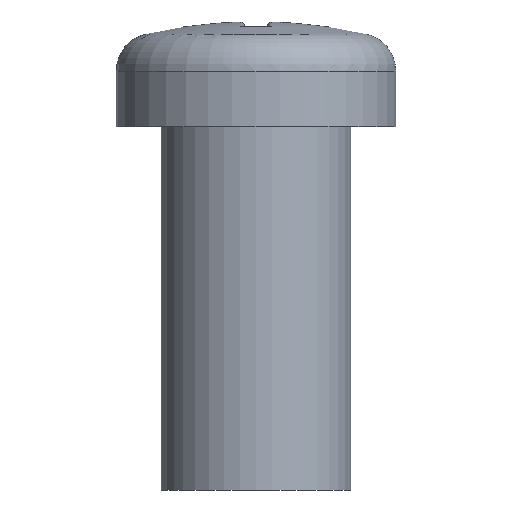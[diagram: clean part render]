
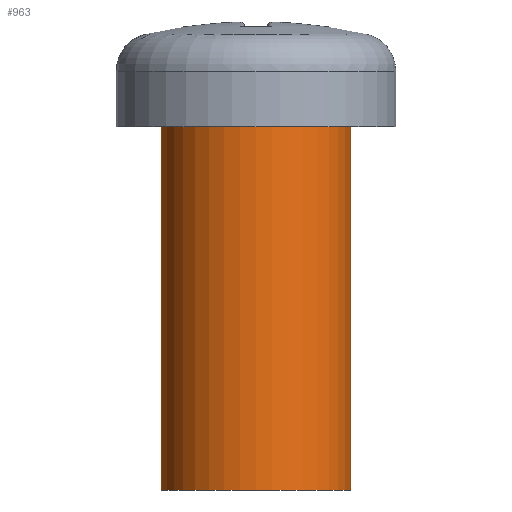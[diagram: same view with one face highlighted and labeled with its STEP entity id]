
A CAD part, front view. The second image highlights one B-rep face of the part: STEP entity #963.
In plain terms, the highlighted cylindrical face has radius 1.254 mm (diameter 2.507 mm), a full revolution.
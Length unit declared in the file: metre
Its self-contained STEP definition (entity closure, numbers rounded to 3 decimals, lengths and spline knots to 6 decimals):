
#144=CYLINDRICAL_SURFACE('',#1058,0.001254);
#226=ORIENTED_EDGE('',*,*,#523,.T.);
#227=ORIENTED_EDGE('',*,*,#522,.F.);
#522=EDGE_CURVE('',#671,#671,#752,.T.);
#523=EDGE_CURVE('',#672,#672,#753,.T.);
#671=VERTEX_POINT('',#1591);
#672=VERTEX_POINT('',#1594);
#752=CIRCLE('',#1057,0.001254);
#753=CIRCLE('',#1059,0.001254);
#808=EDGE_LOOP('',(#226));
#809=EDGE_LOOP('',(#227));
#880=FACE_BOUND('',#808,.T.);
#881=FACE_BOUND('',#809,.T.);
#963=ADVANCED_FACE('',(#880,#881),#144,.T.);
#1057=AXIS2_PLACEMENT_3D('',#1590,#1220,#1221);
#1058=AXIS2_PLACEMENT_3D('',#1592,#1222,#1223);
#1059=AXIS2_PLACEMENT_3D('',#1593,#1224,#1225);
#1220=DIRECTION('',(0.,0.,-1.));
#1221=DIRECTION('',(1.,0.,0.));
#1222=DIRECTION('',(0.,0.,-1.));
#1223=DIRECTION('',(1.,0.,0.));
#1224=DIRECTION('',(0.,0.,-1.));
#1225=DIRECTION('',(1.,0.,0.));
#1590=CARTESIAN_POINT('',(0.,-0.0085,-0.002208));
#1591=CARTESIAN_POINT('',(0.001254,-0.0085,-0.002208));
#1592=CARTESIAN_POINT('',(0.,-0.0085,-0.00245));
#1593=CARTESIAN_POINT('',(0.,-0.0085,0.002587));
#1594=CARTESIAN_POINT('',(0.001254,-0.0085,0.002587));
